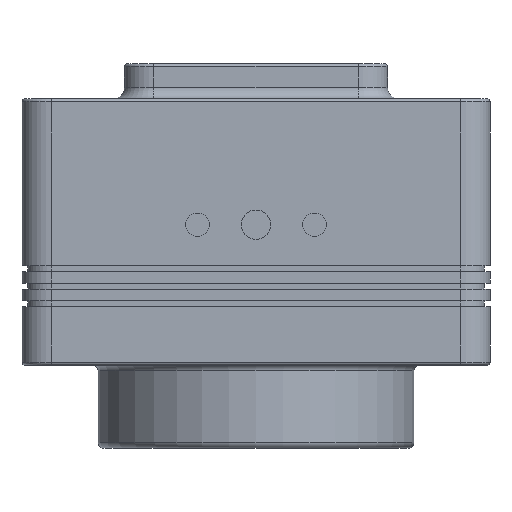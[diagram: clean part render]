
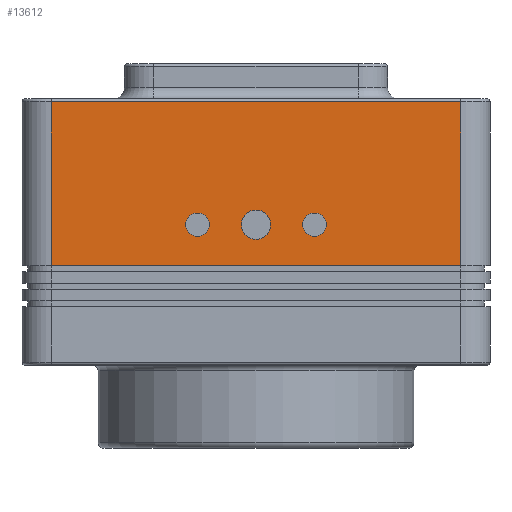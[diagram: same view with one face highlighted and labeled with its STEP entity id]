
A CAD part, front view. The second image highlights one B-rep face of the part: STEP entity #13612.
In plain terms, the highlighted planar face has unit normal (0, -1, 0).
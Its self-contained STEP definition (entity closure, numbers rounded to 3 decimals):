
#1590 = VERTEX_POINT ( 'NONE', #12855 ) ;
#2041 = VECTOR ( 'NONE', #37010, 1000. ) ;
#2098 = DIRECTION ( 'NONE',  ( 0., 0., -1. ) ) ;
#2565 = CARTESIAN_POINT ( 'NONE',  ( -55., -40., 0. ) ) ;
#2896 = EDGE_CURVE ( 'NONE', #14252, #48972, #52606, .T. ) ;
#3113 = DIRECTION ( 'NONE',  ( 0., -1., 0. ) ) ;
#3632 = CARTESIAN_POINT ( 'NONE',  ( 35., -40., 0. ) ) ;
#3670 = VERTEX_POINT ( 'NONE', #43937 ) ;
#3708 = CARTESIAN_POINT ( 'NONE',  ( -10., -40., 10.2 ) ) ;
#4529 = CARTESIAN_POINT ( 'NONE',  ( -10., -40., 8.2 ) ) ;
#5209 = CARTESIAN_POINT ( 'NONE',  ( 10., -40., 8.2 ) ) ;
#6259 = CARTESIAN_POINT ( 'NONE',  ( -10., -40., 8.2 ) ) ;
#6999 = CARTESIAN_POINT ( 'NONE',  ( 10., -40., 6.2 ) ) ;
#7273 = FACE_OUTER_BOUND ( 'NONE', #35252, .T. ) ;
#7333 = DIRECTION ( 'NONE',  ( 0., 0., -1. ) ) ;
#7510 = ORIENTED_EDGE ( 'NONE', *, *, #34006, .F. ) ;
#8683 = CARTESIAN_POINT ( 'NONE',  ( -55., -40., 29.2 ) ) ;
#8867 = EDGE_CURVE ( 'NONE', #53979, #3670, #11773, .T. ) ;
#9094 = DIRECTION ( 'NONE',  ( 0., 0., -1. ) ) ;
#9287 = ORIENTED_EDGE ( 'NONE', *, *, #33098, .F. ) ;
#11182 = AXIS2_PLACEMENT_3D ( 'NONE', #15347, #15062, #7333 ) ;
#11773 = CIRCLE ( 'NONE', #52311, 2.5 ) ;
#12855 = CARTESIAN_POINT ( 'NONE',  ( 35., -40., 29.2 ) ) ;
#13612 = ADVANCED_FACE ( 'NONE', ( #27477, #27759, #40406, #7273 ), #44283, .T. ) ;
#14093 = ORIENTED_EDGE ( 'NONE', *, *, #40110, .F. ) ;
#14252 = VERTEX_POINT ( 'NONE', #6999 ) ;
#14714 = VECTOR ( 'NONE', #42915, 1000. ) ;
#15062 = DIRECTION ( 'NONE',  ( 0., -1., 0. ) ) ;
#15113 = AXIS2_PLACEMENT_3D ( 'NONE', #52892, #35571, #31691 ) ;
#15347 = CARTESIAN_POINT ( 'NONE',  ( 10., -40., 8.2 ) ) ;
#16036 = ORIENTED_EDGE ( 'NONE', *, *, #54032, .T. ) ;
#16091 = CARTESIAN_POINT ( 'NONE',  ( -35., -40., 29.2 ) ) ;
#16176 = DIRECTION ( 'NONE',  ( 0., -1., 0. ) ) ;
#16351 = EDGE_CURVE ( 'NONE', #3670, #53979, #29206, .T. ) ;
#17607 = DIRECTION ( 'NONE',  ( 0., 0., -1. ) ) ;
#18962 = CIRCLE ( 'NONE', #42759, 2. ) ;
#19017 = ORIENTED_EDGE ( 'NONE', *, *, #32174, .T. ) ;
#19561 = CIRCLE ( 'NONE', #42482, 2. ) ;
#19673 = VERTEX_POINT ( 'NONE', #27509 ) ;
#20328 = CARTESIAN_POINT ( 'NONE',  ( 0., -40., 8.2 ) ) ;
#20489 = DIRECTION ( 'NONE',  ( 0., 0., 1. ) ) ;
#21668 = DIRECTION ( 'NONE',  ( 0., 0., -1. ) ) ;
#21677 = CARTESIAN_POINT ( 'NONE',  ( 0., -40., 5.7 ) ) ;
#21940 = ORIENTED_EDGE ( 'NONE', *, *, #8867, .F. ) ;
#22065 = DIRECTION ( 'NONE',  ( 0., -1., 0. ) ) ;
#22075 = EDGE_LOOP ( 'NONE', ( #21940, #48108 ) ) ;
#22369 = LINE ( 'NONE', #26246, #29939 ) ;
#25802 = VERTEX_POINT ( 'NONE', #16091 ) ;
#26246 = CARTESIAN_POINT ( 'NONE',  ( -35., -40., 0. ) ) ;
#26990 = AXIS2_PLACEMENT_3D ( 'NONE', #6259, #39385, #2098 ) ;
#27477 = FACE_BOUND ( 'NONE', #22075, .T. ) ;
#27509 = CARTESIAN_POINT ( 'NONE',  ( -35., -40., 1.2 ) ) ;
#27759 = FACE_BOUND ( 'NONE', #32551, .T. ) ;
#28606 = ORIENTED_EDGE ( 'NONE', *, *, #46816, .F. ) ;
#28917 = DIRECTION ( 'NONE',  ( 0., 0., -1. ) ) ;
#29181 = EDGE_LOOP ( 'NONE', ( #7510, #9287 ) ) ;
#29206 = CIRCLE ( 'NONE', #15113, 2.5 ) ;
#29939 = VECTOR ( 'NONE', #9094, 1000. ) ;
#31691 = DIRECTION ( 'NONE',  ( 0., 0., -1. ) ) ;
#32174 = EDGE_CURVE ( 'NONE', #25802, #19673, #22369, .T. ) ;
#32551 = EDGE_LOOP ( 'NONE', ( #33141, #14093 ) ) ;
#32674 = DIRECTION ( 'NONE',  ( 0., 0., -1. ) ) ;
#32868 = VECTOR ( 'NONE', #20489, 1000. ) ;
#33098 = EDGE_CURVE ( 'NONE', #53928, #52934, #18962, .T. ) ;
#33141 = ORIENTED_EDGE ( 'NONE', *, *, #2896, .F. ) ;
#33540 = DIRECTION ( 'NONE',  ( 0., -1., 0. ) ) ;
#33831 = AXIS2_PLACEMENT_3D ( 'NONE', #2565, #3113, #32674 ) ;
#34006 = EDGE_CURVE ( 'NONE', #52934, #53928, #34946, .T. ) ;
#34946 = CIRCLE ( 'NONE', #26990, 2. ) ;
#35252 = EDGE_LOOP ( 'NONE', ( #46745, #16036, #19017, #28606 ) ) ;
#35571 = DIRECTION ( 'NONE',  ( 0., -1., 0. ) ) ;
#35906 = VERTEX_POINT ( 'NONE', #38445 ) ;
#37010 = DIRECTION ( 'NONE',  ( -1., 0., 0. ) ) ;
#38445 = CARTESIAN_POINT ( 'NONE',  ( 35., -40., 1.2 ) ) ;
#39385 = DIRECTION ( 'NONE',  ( 0., -1., 0. ) ) ;
#40110 = EDGE_CURVE ( 'NONE', #48972, #14252, #19561, .T. ) ;
#40406 = FACE_BOUND ( 'NONE', #29181, .T. ) ;
#41137 = CARTESIAN_POINT ( 'NONE',  ( 35., -40., 1.2 ) ) ;
#41389 = CARTESIAN_POINT ( 'NONE',  ( 10., -40., 10.2 ) ) ;
#41457 = LINE ( 'NONE', #3632, #32868 ) ;
#41815 = LINE ( 'NONE', #8683, #14714 ) ;
#42482 = AXIS2_PLACEMENT_3D ( 'NONE', #5209, #22065, #17607 ) ;
#42759 = AXIS2_PLACEMENT_3D ( 'NONE', #4529, #33540, #21668 ) ;
#42915 = DIRECTION ( 'NONE',  ( -1., 0., 0. ) ) ;
#43937 = CARTESIAN_POINT ( 'NONE',  ( 0., -40., 10.7 ) ) ;
#44283 = PLANE ( 'NONE',  #33831 ) ;
#45290 = LINE ( 'NONE', #41137, #2041 ) ;
#46745 = ORIENTED_EDGE ( 'NONE', *, *, #50013, .T. ) ;
#46816 = EDGE_CURVE ( 'NONE', #35906, #19673, #45290, .T. ) ;
#47796 = CARTESIAN_POINT ( 'NONE',  ( -10., -40., 6.2 ) ) ;
#48108 = ORIENTED_EDGE ( 'NONE', *, *, #16351, .F. ) ;
#48972 = VERTEX_POINT ( 'NONE', #41389 ) ;
#50013 = EDGE_CURVE ( 'NONE', #35906, #1590, #41457, .T. ) ;
#52311 = AXIS2_PLACEMENT_3D ( 'NONE', #20328, #16176, #28917 ) ;
#52606 = CIRCLE ( 'NONE', #11182, 2. ) ;
#52892 = CARTESIAN_POINT ( 'NONE',  ( 0., -40., 8.2 ) ) ;
#52934 = VERTEX_POINT ( 'NONE', #47796 ) ;
#53928 = VERTEX_POINT ( 'NONE', #3708 ) ;
#53979 = VERTEX_POINT ( 'NONE', #21677 ) ;
#54032 = EDGE_CURVE ( 'NONE', #1590, #25802, #41815, .T. ) ;
